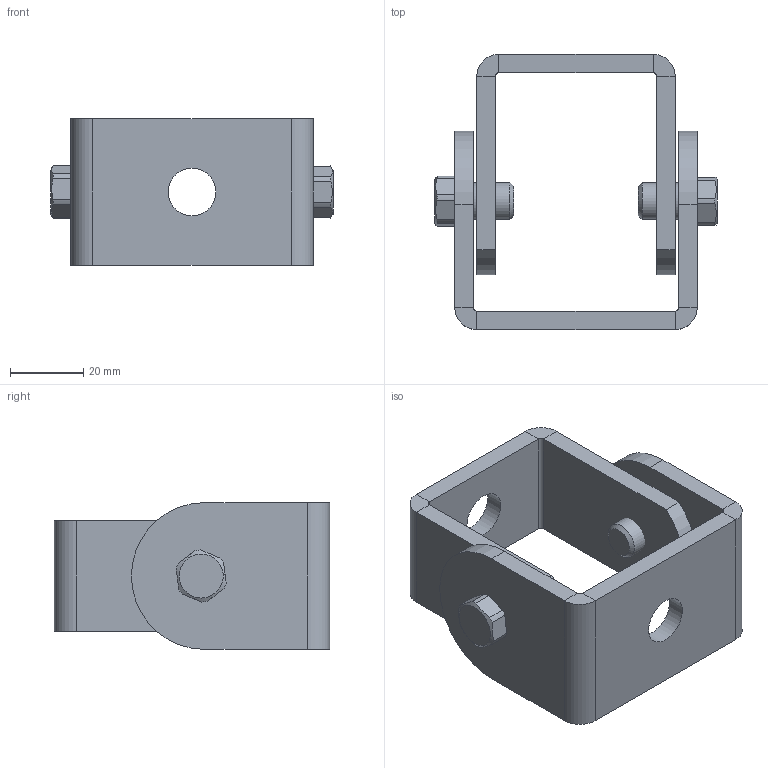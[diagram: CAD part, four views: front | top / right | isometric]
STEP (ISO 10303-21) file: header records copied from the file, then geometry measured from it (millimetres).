
FILE_DESCRIPTION (( 'STEP AP203' ), '1' );
FILE_NAME ('Óíèâåðñàëüíûé øàðíèð BSV-10_BSV1012.STEP', '2012-11-22T09:31:29', ( 'Àñååâ' ), ( '' ), 'SwSTEP 2.0', 'SolidWorks 2012', '' );
FILE_SCHEMA (( 'CONFIG_CONTROL_DESIGN' ));
Length unit declared in the file: millimetre
Products named in the file (1): Óíèâåðñàëüíûé øàðíèð BSV-10_BSV1012
Bounding box: 77 x 75 x 40 mm (x, y, z)
Volume: 55214.4 mm3; surface area: 27234 mm2
Topology: 4 solids, 4 shells, 94 faces, 212 edges, 130 vertices
Faces by surface type: plane 52, cylinder 36, cone 4, torus 2
Full cylindrical faces by diameter (mm): 7.64 x2, 8.3 x2, 10 x2, 10.5 x2, 13 x2
Entity records: 2649 total; most frequent: CARTESIAN_POINT 505, DIRECTION 448, ORIENTED_EDGE 384, EDGE_CURVE 192, AXIS2_PLACEMENT_3D 173, EDGE_LOOP 126, VERTEX_POINT 126, FACE_OUTER_BOUND 106
